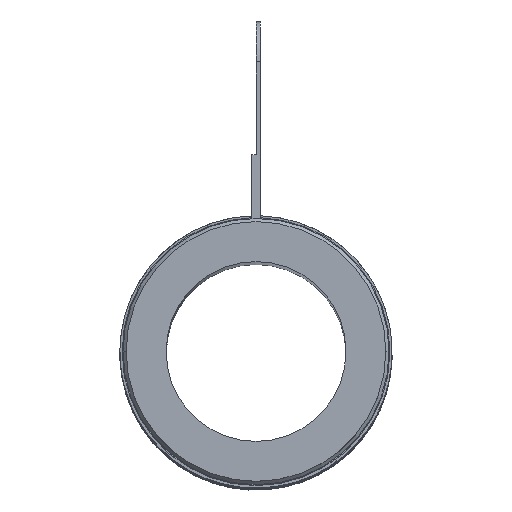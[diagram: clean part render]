
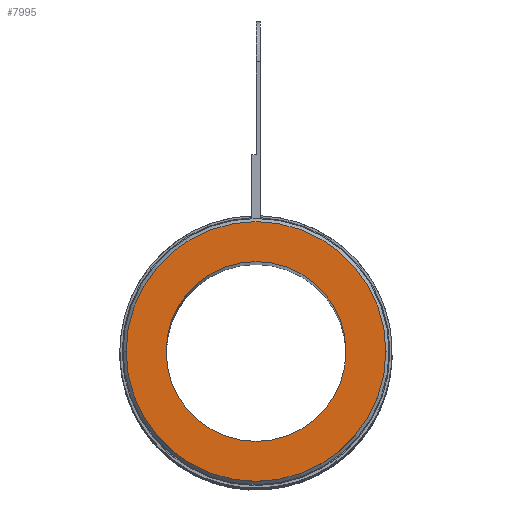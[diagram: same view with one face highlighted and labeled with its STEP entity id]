
A CAD part, top view. The second image highlights one B-rep face of the part: STEP entity #7995.
In plain terms, the highlighted planar face has unit normal (0, 0, 1).
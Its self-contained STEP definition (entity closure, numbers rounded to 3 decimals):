
#609 = CARTESIAN_POINT ( 'NONE',  ( 0., 0., 133.35 ) ) ;
#610 = DIRECTION ( 'NONE',  ( 0., 0., 1. ) ) ;
#611 = DIRECTION ( 'NONE',  ( 1., 0., 0. ) ) ;
#1369 = CARTESIAN_POINT ( 'NONE',  ( 0., 0., 133.35 ) ) ;
#1370 = DIRECTION ( 'NONE',  ( 0., 0., 1. ) ) ;
#1371 = DIRECTION ( 'NONE',  ( 1., 0., 0. ) ) ;
#1372 = CARTESIAN_POINT ( 'NONE',  ( 0., 0., 133.35 ) ) ;
#1373 = DIRECTION ( 'NONE',  ( 0., 0., 1. ) ) ;
#1374 = DIRECTION ( 'NONE',  ( 1., 0., 0. ) ) ;
#1467 = CARTESIAN_POINT ( 'NONE',  ( -14.29, 0., 133.35 ) ) ;
#2859 = PLANE ( 'NONE',  #10616 ) ;
#2866 = CARTESIAN_POINT ( 'NONE',  ( 0., 0., 133.35 ) ) ;
#2867 = DIRECTION ( 'NONE',  ( 0., 0., 1. ) ) ;
#2868 = DIRECTION ( 'NONE',  ( 1., 0., 0. ) ) ;
#3386 = FACE_OUTER_BOUND ( 'NONE', #10281, .T. ) ;
#3390 = FACE_BOUND ( 'NONE', #10274, .T. ) ;
#3573 = AXIS2_PLACEMENT_3D ( 'NONE', #5309, #5310, #5311 ) ;
#3599 = VERTEX_POINT ( 'NONE', #7407 ) ;
#3641 = VERTEX_POINT ( 'NONE', #7452 ) ;
#3649 = VERTEX_POINT ( 'NONE', #7459 ) ;
#4346 = EDGE_CURVE ( 'NONE', #6987, #3649, #4433, .T. ) ;
#4433 = CIRCLE ( 'NONE', #8563, 14.29 ) ;
#4574 = CIRCLE ( 'NONE', #8585, 14.29 ) ;
#4577 = CIRCLE ( 'NONE', #8584, 20.637 ) ;
#5173 = EDGE_CURVE ( 'NONE', #3641, #3599, #4577, .T. ) ;
#5174 = EDGE_CURVE ( 'NONE', #3649, #6987, #4574, .T. ) ;
#5301 = CIRCLE ( 'NONE', #3573, 20.637 ) ;
#5309 = CARTESIAN_POINT ( 'NONE',  ( 0., 0., 133.35 ) ) ;
#5310 = DIRECTION ( 'NONE',  ( 0., 0., 1. ) ) ;
#5311 = DIRECTION ( 'NONE',  ( 1., 0., 0. ) ) ;
#6987 = VERTEX_POINT ( 'NONE', #1467 ) ;
#7407 = CARTESIAN_POINT ( 'NONE',  ( 20.637, 0., 133.35 ) ) ;
#7452 = CARTESIAN_POINT ( 'NONE',  ( -20.637, 0., 133.35 ) ) ;
#7459 = CARTESIAN_POINT ( 'NONE',  ( 14.29, 0., 133.35 ) ) ;
#7995 = ADVANCED_FACE ( 'NONE', ( #3386, #3390 ), #2859, .T. ) ;
#8563 = AXIS2_PLACEMENT_3D ( 'NONE', #609, #610, #611 ) ;
#8584 = AXIS2_PLACEMENT_3D ( 'NONE', #1369, #1370, #1371 ) ;
#8585 = AXIS2_PLACEMENT_3D ( 'NONE', #1372, #1373, #1374 ) ;
#10274 = EDGE_LOOP ( 'NONE', ( #10355, #10356 ) ) ;
#10281 = EDGE_LOOP ( 'NONE', ( #10353, #10354 ) ) ;
#10353 = ORIENTED_EDGE ( 'NONE', *, *, #5173, .T. ) ;
#10354 = ORIENTED_EDGE ( 'NONE', *, *, #10895, .T. ) ;
#10355 = ORIENTED_EDGE ( 'NONE', *, *, #4346, .F. ) ;
#10356 = ORIENTED_EDGE ( 'NONE', *, *, #5174, .F. ) ;
#10616 = AXIS2_PLACEMENT_3D ( 'NONE', #2866, #2867, #2868 ) ;
#10895 = EDGE_CURVE ( 'NONE', #3599, #3641, #5301, .T. ) ;
